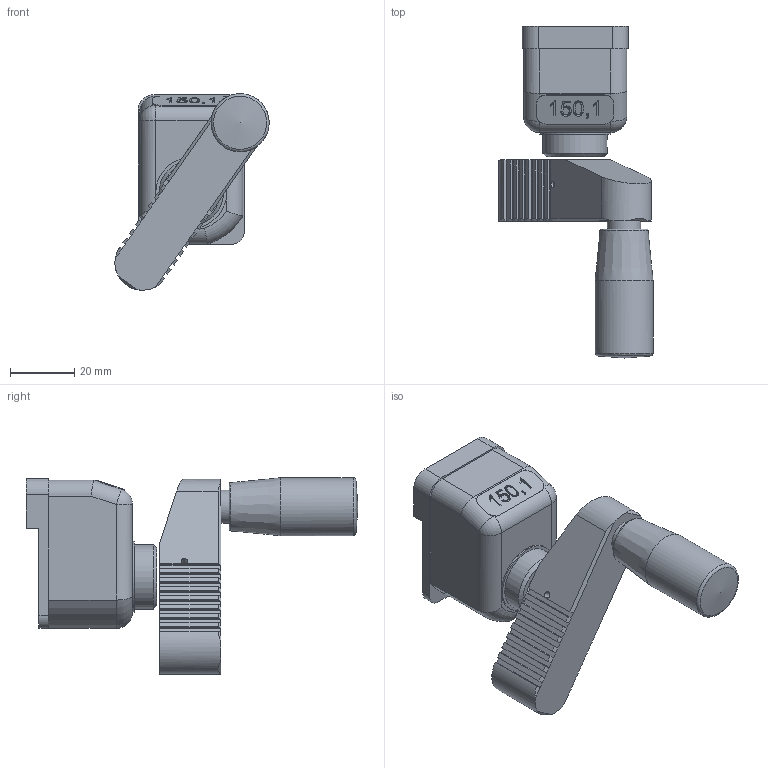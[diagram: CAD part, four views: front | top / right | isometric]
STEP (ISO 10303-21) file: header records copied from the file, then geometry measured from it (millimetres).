
FILE_DESCRIPTION(/* description */ ('Unknown'),/* implementation_level */ '2;1');
FILE_NAME(/* name */ 'A-0000177-Digianzeige30-OP3-Kurbel',/* time_stamp */ '2020-04-02T14:48:41+02:00',/* author */ ('Unknown'),/* organization */ ('Unknown'),/* preprocessor_version */ 'ST-DEVELOPER v16.7',/* originating_system */ 'Solid Edge',/* authorisation */ 'Unknown');
FILE_SCHEMA (('AUTOMOTIVE_DESIGN {1 0 10303 214 3 1 1}'));
Length unit declared in the file: millimetre
Products named in the file (1): A-0000177-Digianzeige30-OP3-Kurbel-dy
Bounding box: 47.84 x 102.99 x 60.95 mm (x, y, z)
Volume: 64201.1 mm3; surface area: 19213.7 mm2
Topology: 2 solids, 2 shells, 209 faces, 540 edges, 343 vertices
Faces by surface type: plane 149, cylinder 38, bspline 10, cone 5, torus 4, sphere 3
Full cylindrical faces by diameter (mm): 2 x1, 4 x1, 6 x1, 8 x1, 10.325 x1, 12 x1, 14 x1, 16 x1, 18 x1, 20 x1, 22 x1, 27 x1
Entity records: 7722 total; most frequent: CARTESIAN_POINT 2540, ORIENTED_EDGE 1006, DIRECTION 688, EDGE_CURVE 503, VERTEX_POINT 332, B_SPLINE_CURVE_WITH_KNOTS 278, AXIS2_PLACEMENT_3D 263, FACE_BOUND 249
